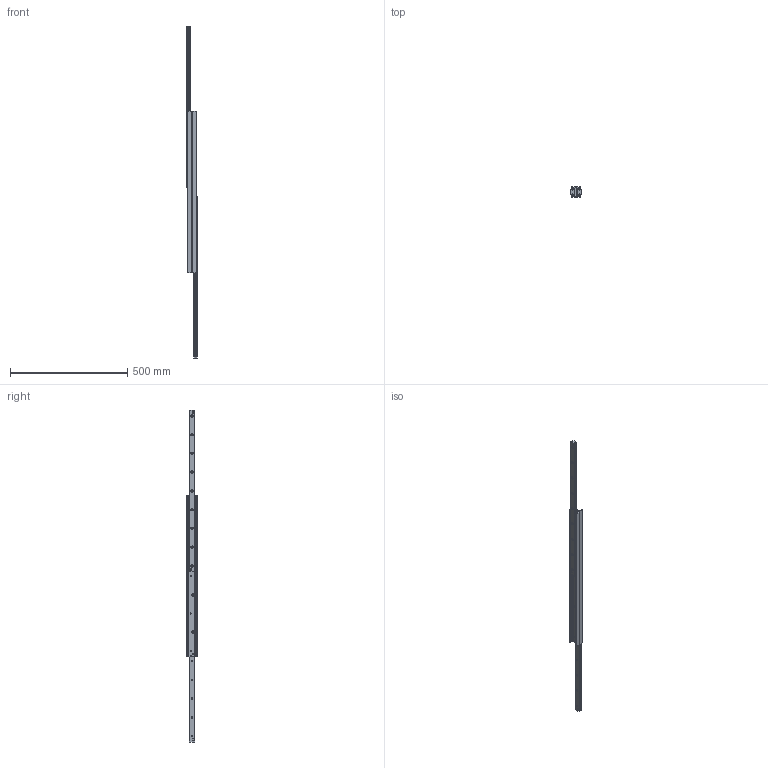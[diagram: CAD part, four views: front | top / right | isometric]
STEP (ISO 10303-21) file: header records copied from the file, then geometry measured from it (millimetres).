
FILE_DESCRIPTION((''),'2;1');
FILE_NAME('LCAH 43-0690.GG.stp','2011-03-08T16:48:14',('MKoza'),(''),'Autodesk Inventor 2009','Autodesk Inventor 2009','');
FILE_SCHEMA(('AUTOMOTIVE_DESIGN { 1 0 10303 214 1 1 1 1 }'));
Length unit declared in the file: millimetre
Products named in the file (9): LCAH 43.GG; LCH 43.L; LCH 43.R; LLMG 43; KF.LCA 43; AS.L 43; VKB.L 43 6x13,5; DIN 7991 M6x8; VKB.L 43 M6x4
Assembly tree (25 placements, depth 2):
  LCAH 43.GG
    LCH 43.L
    LCH 43.R
    LLMG 43  x2
    KF.LCA 43  x2
    AS.L 43  x4
    VKB.L 43 6x13,5  x4
    DIN 7991 M6x8  x9
    VKB.L 43 M6x4  x2
Bounding box: 44 x 43 x 1416 mm (x, y, z)
Volume: 915330.2 mm3; surface area: 413984.2 mm2
Topology: 25 solids, 25 shells, 473 faces, 1167 edges, 755 vertices
Faces by surface type: plane 255, cylinder 110, bspline 84, cone 24
Full cylindrical faces by diameter (mm): 6 x19, 7 x4, 12 x9
Entity records: 7808 total; most frequent: CARTESIAN_POINT 2209, DIRECTION 1114, ORIENTED_EDGE 1004, EDGE_CURVE 502, AXIS2_PLACEMENT_3D 418, VERTEX_POINT 368, EDGE_LOOP 364, VECTOR 278
